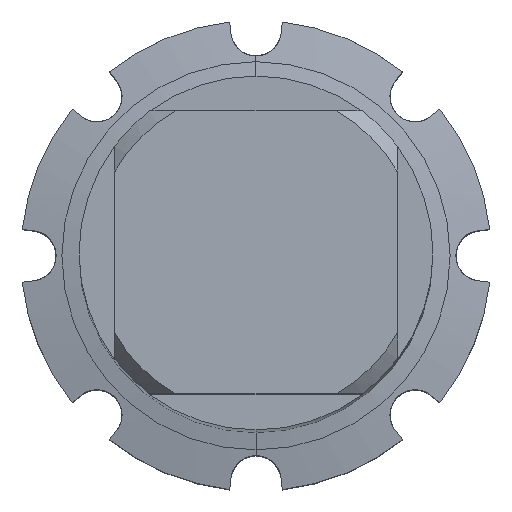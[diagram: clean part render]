
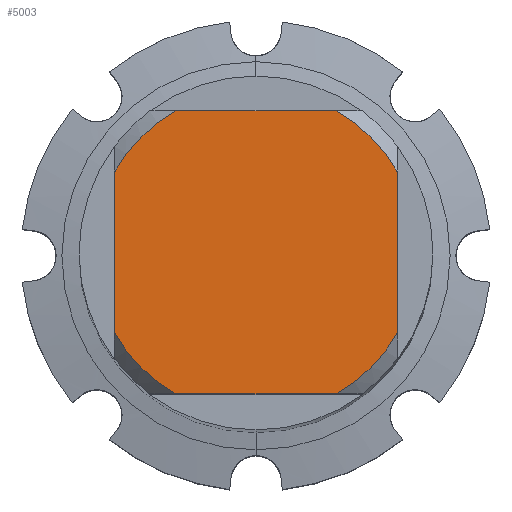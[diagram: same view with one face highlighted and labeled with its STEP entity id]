
A CAD part, top view. The second image highlights one B-rep face of the part: STEP entity #5003.
In plain terms, the highlighted planar face has unit normal (0, 0, 1).
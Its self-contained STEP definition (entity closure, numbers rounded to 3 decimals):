
#3753=VERTEX_POINT('',#10652);
#4421=VERTEX_POINT('',#11371);
#4465=EDGE_CURVE('',#9397,#4421,#11416,.T.);
#5003=ADVANCED_FACE('',(#11999),#12000,.T.);
#5589=VERTEX_POINT('',#12641);
#6013=EDGE_CURVE('',#8719,#5589,#13097,.T.);
#6935=VERTEX_POINT('',#14091);
#6951=EDGE_CURVE('',#7201,#10053,#14109,.T.);
#7089=EDGE_CURVE('',#3753,#6935,#14256,.T.);
#7201=VERTEX_POINT('',#14377);
#7473=EDGE_CURVE('',#3753,#10053,#14671,.T.);
#8719=VERTEX_POINT('',#16032);
#9321=EDGE_CURVE('',#9397,#5589,#16686,.T.);
#9391=EDGE_CURVE('',#7201,#4421,#16762,.T.);
#9397=VERTEX_POINT('',#16768);
#9873=EDGE_CURVE('',#8719,#6935,#17289,.T.);
#10053=VERTEX_POINT('',#17485);
#10652=CARTESIAN_POINT('',(5.679,10.0,0.0));
#11371=CARTESIAN_POINT('',(-10.0,-5.679,0.0));
#11416=CIRCLE('',#19917,11.5);
#11999=FACE_OUTER_BOUND('',#21064,.T.);
#12000=PLANE('',#21065);
#12641=CARTESIAN_POINT('',(5.679,-10.0,0.0));
#13097=CIRCLE('',#23058,11.5);
#14091=CARTESIAN_POINT('',(10.0,5.679,0.0));
#14109=CIRCLE('',#25102,11.5);
#14256=CIRCLE('',#25487,11.5);
#14377=CARTESIAN_POINT('',(-10.0,5.679,0.0));
#14671=LINE('',#26378,#26379);
#16032=CARTESIAN_POINT('',(10.0,-5.679,0.0));
#16686=LINE('',#30169,#30170);
#16762=LINE('',#30319,#30320);
#16768=CARTESIAN_POINT('',(-5.679,-10.0,0.0));
#17289=LINE('',#31453,#31454);
#17485=CARTESIAN_POINT('',(-5.679,10.0,0.0));
#19917=AXIS2_PLACEMENT_3D('',#33394,#33395,#33396);
#21064=EDGE_LOOP('',(#33973,#33974,#33975,#33976,#33977,#33978,#33979,#33980));
#21065=AXIS2_PLACEMENT_3D('',#33981,#33982,#33983);
#23058=AXIS2_PLACEMENT_3D('',#35180,#35181,#35182);
#25102=AXIS2_PLACEMENT_3D('',#36106,#36107,#36108);
#25487=AXIS2_PLACEMENT_3D('',#36216,#36217,#36218);
#26378=CARTESIAN_POINT('',(0.0,10.0,0.0));
#26379=VECTOR('',#36605,1.0);
#30169=CARTESIAN_POINT('',(0.0,-10.0,0.0));
#30170=VECTOR('',#38950,1.0);
#30319=CARTESIAN_POINT('',(-10.0,2.875,0.0));
#30320=VECTOR('',#39110,1.0);
#31453=CARTESIAN_POINT('',(10.0,2.875,0.0));
#31454=VECTOR('',#39713,1.0);
#33394=CARTESIAN_POINT('',(0.0,0.0,0.0));
#33395=DIRECTION('',(0.0,0.0,-1.0));
#33396=DIRECTION('',(0.0,1.0,0.0));
#33973=ORIENTED_EDGE('',*,*,#9391,.T.);
#33974=ORIENTED_EDGE('',*,*,#4465,.F.);
#33975=ORIENTED_EDGE('',*,*,#9321,.T.);
#33976=ORIENTED_EDGE('',*,*,#6013,.F.);
#33977=ORIENTED_EDGE('',*,*,#9873,.T.);
#33978=ORIENTED_EDGE('',*,*,#7089,.F.);
#33979=ORIENTED_EDGE('',*,*,#7473,.T.);
#33980=ORIENTED_EDGE('',*,*,#6951,.F.);
#33981=CARTESIAN_POINT('',(0.0,5.75,0.0));
#33982=DIRECTION('',(-0.0,0.0,1.0));
#33983=DIRECTION('',(0.0,-1.0,0.0));
#35180=CARTESIAN_POINT('',(0.0,0.0,0.0));
#35181=DIRECTION('',(0.0,0.0,-1.0));
#35182=DIRECTION('',(0.0,1.0,0.0));
#36106=CARTESIAN_POINT('',(0.0,0.0,0.0));
#36107=DIRECTION('',(0.0,0.0,-1.0));
#36108=DIRECTION('',(0.0,1.0,0.0));
#36216=CARTESIAN_POINT('',(0.0,0.0,0.0));
#36217=DIRECTION('',(0.0,0.0,-1.0));
#36218=DIRECTION('',(0.0,1.0,0.0));
#36605=DIRECTION('',(-1.0,0.0,0.0));
#38950=DIRECTION('',(1.0,0.0,0.0));
#39110=DIRECTION('',(-0.0,-1.0,0.0));
#39713=DIRECTION('',(-0.0,1.0,0.0));
